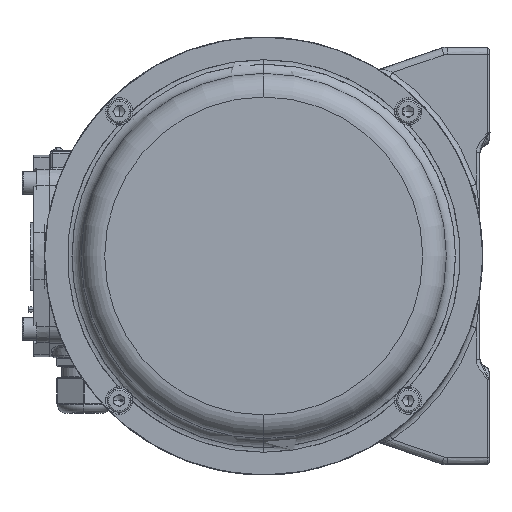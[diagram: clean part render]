
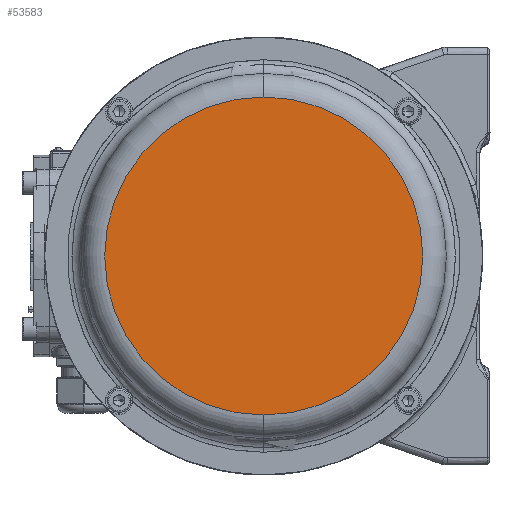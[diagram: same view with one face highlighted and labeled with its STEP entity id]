
A CAD part, left-side view. The second image highlights one B-rep face of the part: STEP entity #53583.
In plain terms, the highlighted planar face has unit normal (-1, 0, 0).
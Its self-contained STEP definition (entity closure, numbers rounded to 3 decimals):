
#22002 = EDGE_LOOP ( 'NONE', ( #40386, #40383 ) ) ;
#25012 = CIRCLE ( 'NONE', #182341, 87.5 ) ;
#40383 = ORIENTED_EDGE ( 'NONE', *, *, #137506, .F. ) ;
#40386 = ORIENTED_EDGE ( 'NONE', *, *, #137165, .F. ) ;
#43756 = CARTESIAN_POINT ( 'NONE',  ( -285.358, -51.392, 0. ) ) ;
#44274 = PLANE ( 'NONE',  #171862 ) ;
#44300 = DIRECTION ( 'NONE',  ( 1., 0., 0. ) ) ;
#44302 = DIRECTION ( 'NONE',  ( 0., 0., 1. ) ) ;
#53583 = ADVANCED_FACE ( 'NONE', ( #114368 ), #44274, .F. ) ;
#114368 = FACE_OUTER_BOUND ( 'NONE', #22002, .T. ) ;
#120330 = CARTESIAN_POINT ( 'NONE',  ( -285.358, 36.108, 0. ) ) ;
#120368 = DIRECTION ( 'NONE',  ( 1., 0., 0. ) ) ;
#120371 = DIRECTION ( 'NONE',  ( 0., 0., 1. ) ) ;
#122967 = CARTESIAN_POINT ( 'NONE',  ( -285.358, 36.108, 87.5 ) ) ;
#136086 = CARTESIAN_POINT ( 'NONE',  ( -285.358, 36.108, -87.5 ) ) ;
#137165 = EDGE_CURVE ( 'NONE', #159356, #158699, #168189, .T. ) ;
#137506 = EDGE_CURVE ( 'NONE', #158699, #159356, #25012, .T. ) ;
#158699 = VERTEX_POINT ( 'NONE', #136086 ) ;
#159356 = VERTEX_POINT ( 'NONE', #122967 ) ;
#168189 = CIRCLE ( 'NONE', #173469, 87.5 ) ;
#171862 = AXIS2_PLACEMENT_3D ( 'NONE', #43756, #44300, #44302 ) ;
#173469 = AXIS2_PLACEMENT_3D ( 'NONE', #173916, #174008, #174010 ) ;
#173916 = CARTESIAN_POINT ( 'NONE',  ( -285.358, 36.108, 0. ) ) ;
#174008 = DIRECTION ( 'NONE',  ( 1., 0., 0. ) ) ;
#174010 = DIRECTION ( 'NONE',  ( 0., 0., 1. ) ) ;
#182341 = AXIS2_PLACEMENT_3D ( 'NONE', #120330, #120368, #120371 ) ;
